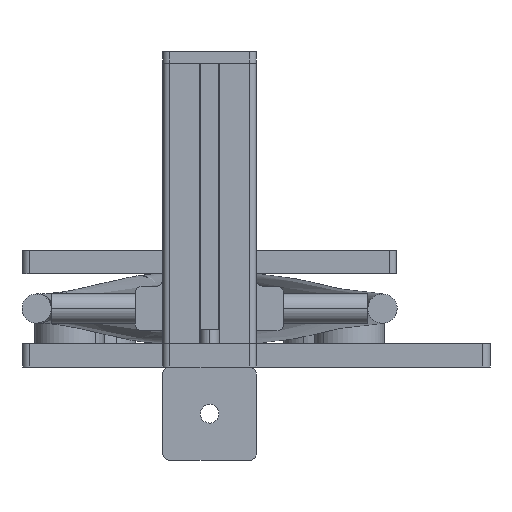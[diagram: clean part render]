
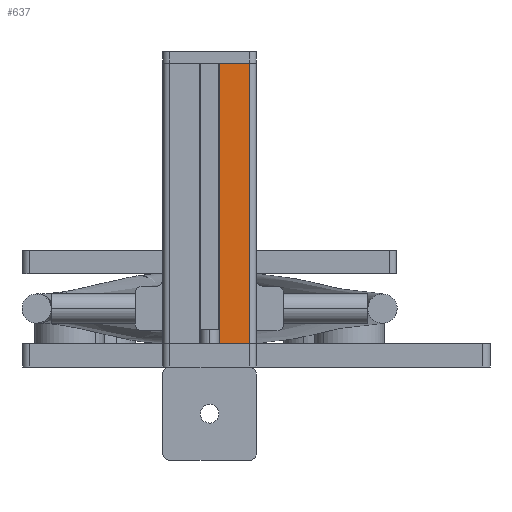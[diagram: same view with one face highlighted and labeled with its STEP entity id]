
A CAD part, left-side view. The second image highlights one B-rep face of the part: STEP entity #637.
In plain terms, the highlighted planar face has unit normal (-1, 0, 0).
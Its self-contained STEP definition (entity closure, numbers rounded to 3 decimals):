
#27=B_SPLINE_CURVE_WITH_KNOTS('',1,(#9302,#9303),.UNSPECIFIED.,.F.,.F.,
(2,2),(0.,12.9),.UNSPECIFIED.);
#95=B_SPLINE_CURVE_WITH_KNOTS('',1,(#9520,#9521),.UNSPECIFIED.,.F.,.F.,
(2,2),(-120.,0.),.UNSPECIFIED.);
#96=B_SPLINE_CURVE_WITH_KNOTS('',1,(#9522,#9523),.UNSPECIFIED.,.F.,.F.,
(2,2),(0.,12.9),.UNSPECIFIED.);
#97=B_SPLINE_CURVE_WITH_KNOTS('',1,(#9524,#9525),.UNSPECIFIED.,.F.,.F.,
(2,2),(-120.,0.),.UNSPECIFIED.);
#637=ADVANCED_FACE('',(#1065),#6904,.T.);
#1065=FACE_OUTER_BOUND('',#1515,.T.);
#1515=EDGE_LOOP('',(#2366,#2367,#2368,#2369));
#2366=ORIENTED_EDGE('',*,*,#4372,.F.);
#2367=ORIENTED_EDGE('',*,*,#4464,.F.);
#2368=ORIENTED_EDGE('',*,*,#4465,.T.);
#2369=ORIENTED_EDGE('',*,*,#4466,.T.);
#4372=EDGE_CURVE('',#6230,#6229,#27,.T.);
#4464=EDGE_CURVE('',#6296,#6230,#95,.T.);
#4465=EDGE_CURVE('',#6296,#6297,#96,.T.);
#4466=EDGE_CURVE('',#6297,#6229,#97,.T.);
#6229=VERTEX_POINT('',#9098);
#6230=VERTEX_POINT('',#9099);
#6296=VERTEX_POINT('',#9165);
#6297=VERTEX_POINT('',#9166);
#6904=PLANE('',#7457);
#7457=AXIS2_PLACEMENT_3D('',#9004,#7884,$);
#7884=DIRECTION('',(-1.,0.,0.));
#9004=CARTESIAN_POINT('',(144.,766.9,35.));
#9098=CARTESIAN_POINT('',(144.,766.9,35.));
#9099=CARTESIAN_POINT('',(144.,754.,35.));
#9165=CARTESIAN_POINT('',(144.,754.,155.));
#9166=CARTESIAN_POINT('',(144.,766.9,155.));
#9302=CARTESIAN_POINT('',(144.,754.,35.));
#9303=CARTESIAN_POINT('',(144.,766.9,35.));
#9520=CARTESIAN_POINT('',(144.,754.,155.));
#9521=CARTESIAN_POINT('',(144.,754.,35.));
#9522=CARTESIAN_POINT('',(144.,754.,155.));
#9523=CARTESIAN_POINT('',(144.,766.9,155.));
#9524=CARTESIAN_POINT('',(144.,766.9,155.));
#9525=CARTESIAN_POINT('',(144.,766.9,35.));
